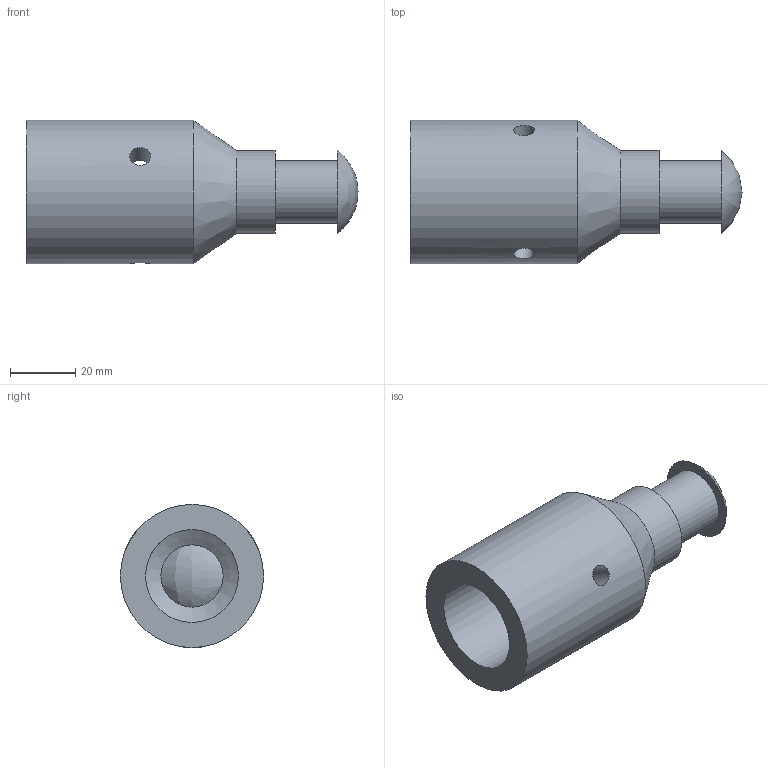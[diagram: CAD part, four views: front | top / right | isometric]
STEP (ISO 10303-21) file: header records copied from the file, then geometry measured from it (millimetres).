
FILE_DESCRIPTION (( 'STEP AP214' ), '1' );
FILE_NAME ('AFSB-7.STEP', '2023-03-09T11:07:28', ( '' ), ( '' ), 'SwSTEP 2.0', 'SolidWorks 2021', '' );
FILE_SCHEMA (( 'AUTOMOTIVE_DESIGN' ));
Length unit declared in the file: inch
Products named in the file (1): AFSB-7
Bounding box: 101.6 x 43.81 x 43.81 mm (x, y, z)
Volume: 44233.3 mm3; surface area: 19992 mm2
Topology: 1 solids, 1 shells, 13 faces, 33 edges, 23 vertices
Faces by surface type: cylinder 7, cone 2, plane 2, bspline 2
Full cylindrical faces by diameter (mm): 6.35 x3, 19.05 x1, 25.4 x1, 28.376 x1, 43.815 x1
Entity records: 810 total; most frequent: CARTESIAN_POINT 548, DIRECTION 40, ORIENTED_EDGE 30, EDGE_LOOP 30, AXIS2_PLACEMENT_3D 20, FACE_OUTER_BOUND 18, VERTEX_POINT 15, EDGE_CURVE 15
